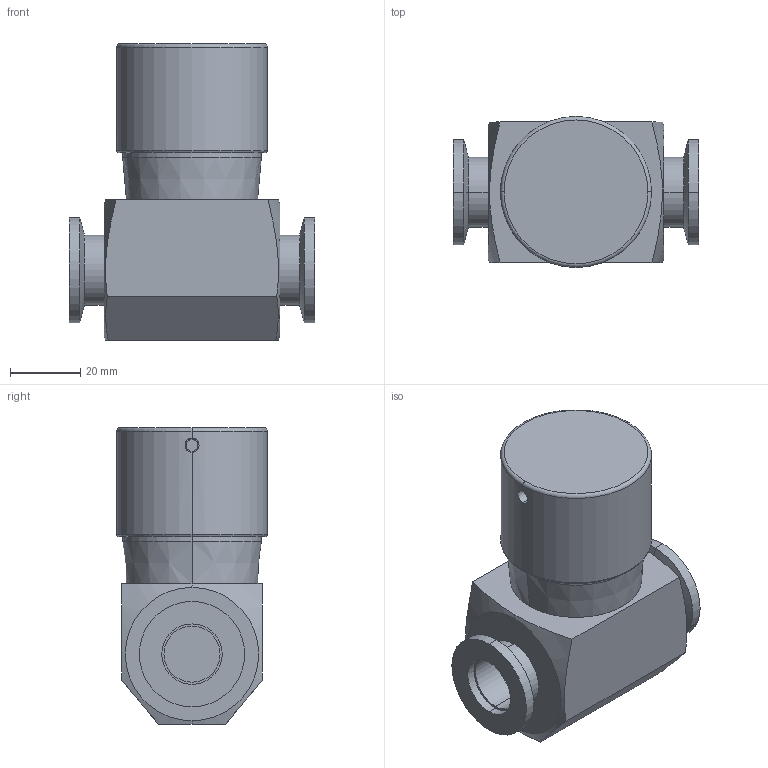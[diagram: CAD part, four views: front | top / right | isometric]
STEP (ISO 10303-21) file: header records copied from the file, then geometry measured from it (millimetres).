
FILE_DESCRIPTION (( 'STEP AP214' ), '1' );
FILE_NAME ('MINT032-K-106.ipt.STEP', '2025-02-26T10:18:28', ( '' ), ( '' ), 'SwSTEP 2.0', 'SolidWorks 2025', '' );
FILE_SCHEMA (( 'AUTOMOTIVE_DESIGN' ));
Length unit declared in the file: millimetre
Products named in the file (1): MINT032-K-106.ipt
Bounding box: 70 x 43 x 84.5 mm (x, y, z)
Volume: 124775.2 mm3; surface area: 31267.9 mm2
Topology: 2 solids, 3 shells, 70 faces, 146 edges, 91 vertices
Faces by surface type: cylinder 32, plane 23, cone 10, torus 4, sphere 1
Entity records: 1933 total; most frequent: CARTESIAN_POINT 399, DIRECTION 343, ORIENTED_EDGE 290, AXIS2_PLACEMENT_3D 147, EDGE_CURVE 145, VERTEX_POINT 91, EDGE_LOOP 80, CIRCLE 76
